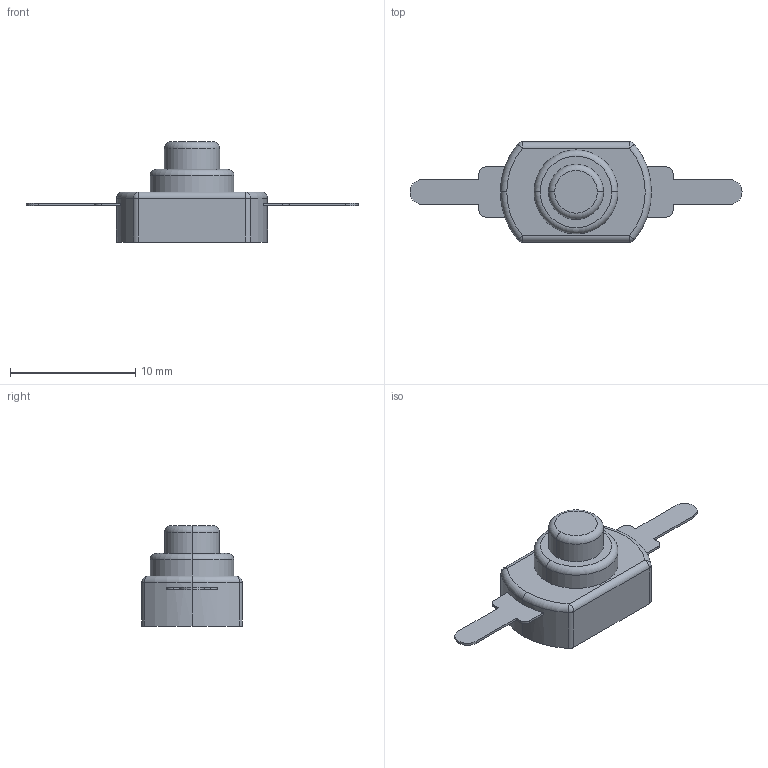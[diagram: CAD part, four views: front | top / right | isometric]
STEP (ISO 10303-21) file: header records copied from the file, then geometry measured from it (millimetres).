
FILE_DESCRIPTION (( 'STEP AP214' ), '1' );
FILE_NAME ('Push Button GrabCad.STEP', '2023-04-25T07:39:13', ( '' ), ( '' ), 'SwSTEP 2.0', 'SolidWorks 2020', '' );
FILE_SCHEMA (( 'AUTOMOTIVE_DESIGN' ));
Length unit declared in the file: millimetre
Products named in the file (1): Push Button GrabCad
Bounding box: 26.5 x 8 x 8 mm (x, y, z)
Volume: 455.3 mm3; surface area: 448.7 mm2
Topology: 1 solids, 1 shells, 53 faces, 131 edges, 79 vertices
Faces by surface type: plane 22, cylinder 20, torus 7, sphere 4
Entity records: 2164 total; most frequent: DIRECTION 297, CARTESIAN_POINT 260, ORIENTED_EDGE 254, EDGE_CURVE 127, AXIS2_PLACEMENT_3D 116, VERTEX_POINT 79, VECTOR 65, LINE 65
